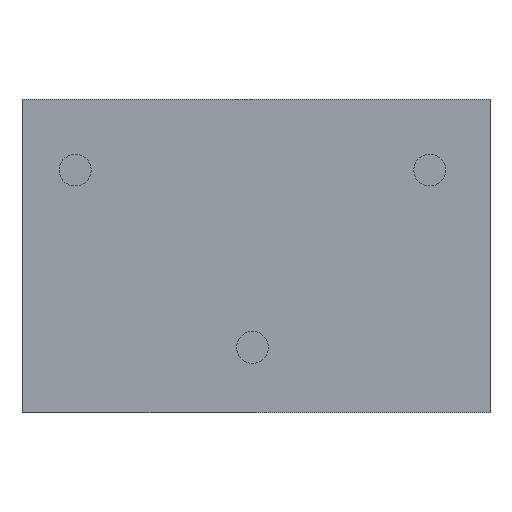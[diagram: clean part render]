
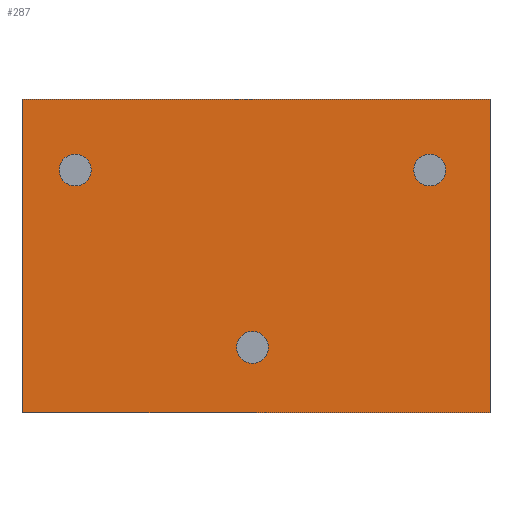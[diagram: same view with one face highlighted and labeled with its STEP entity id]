
A CAD part, front view. The second image highlights one B-rep face of the part: STEP entity #287.
In plain terms, the highlighted planar face has unit normal (0, -1, 0).
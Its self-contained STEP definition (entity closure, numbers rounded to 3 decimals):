
#84=CARTESIAN_POINT('',(2.54,0.0,-2.311));
#85=VERTEX_POINT('',#84);
#86=CARTESIAN_POINT('',(2.54,0.0,-2.54));
#87=DIRECTION('',(0.0,-1.0,0.0));
#88=DIRECTION('',(0.0,0.0,-1.0));
#89=AXIS2_PLACEMENT_3D('',#86,#87,#88);
#90=CIRCLE('',#89,0.229);
#91=EDGE_CURVE('',#85,#85,#90,.T.);
#112=CARTESIAN_POINT('',(5.08,0.0,0.229));
#113=VERTEX_POINT('',#112);
#114=CARTESIAN_POINT('',(5.08,0.0,0.0));
#115=DIRECTION('',(0.0,-1.0,0.0));
#116=DIRECTION('',(0.0,0.0,-1.0));
#117=AXIS2_PLACEMENT_3D('',#114,#115,#116);
#118=CIRCLE('',#117,0.229);
#119=EDGE_CURVE('',#113,#113,#118,.T.);
#140=CARTESIAN_POINT('',(0.0,0.0,0.229));
#141=VERTEX_POINT('',#140);
#142=CARTESIAN_POINT('',(0.0,0.0,0.0));
#143=DIRECTION('',(0.0,-1.0,0.0));
#144=DIRECTION('',(0.0,0.0,-1.0));
#145=AXIS2_PLACEMENT_3D('',#142,#143,#144);
#146=CIRCLE('',#145,0.229);
#147=EDGE_CURVE('',#141,#141,#146,.T.);
#239=CARTESIAN_POINT('',(-0.762,0.0,-3.48));
#240=DIRECTION('',(0.0,-1.0,0.0));
#241=DIRECTION('',(0.0,0.0,-1.0));
#242=AXIS2_PLACEMENT_3D('',#239,#240,#241);
#243=PLANE('',#242);
#244=CARTESIAN_POINT('',(-0.762,0.0,-3.48));
#245=VERTEX_POINT('',#244);
#246=CARTESIAN_POINT('',(-0.762,0.0,1.016));
#247=VERTEX_POINT('',#246);
#248=CARTESIAN_POINT('',(-0.762,0.0,-3.48));
#249=DIRECTION('',(0.0,0.0,1.0));
#250=VECTOR('',#249,4.496);
#251=LINE('',#248,#250);
#252=EDGE_CURVE('',#245,#247,#251,.T.);
#253=ORIENTED_EDGE('',*,*,#252,.F.);
#254=CARTESIAN_POINT('',(5.944,0.0,-3.48));
#255=VERTEX_POINT('',#254);
#256=CARTESIAN_POINT('',(5.944,0.0,-3.48));
#257=DIRECTION('',(-1.0,0.0,0.0));
#258=VECTOR('',#257,6.706);
#259=LINE('',#256,#258);
#260=EDGE_CURVE('',#255,#245,#259,.T.);
#261=ORIENTED_EDGE('',*,*,#260,.F.);
#262=CARTESIAN_POINT('',(5.944,0.0,1.016));
#263=VERTEX_POINT('',#262);
#264=CARTESIAN_POINT('',(5.944,0.0,1.016));
#265=DIRECTION('',(0.0,0.0,-1.0));
#266=VECTOR('',#265,4.496);
#267=LINE('',#264,#266);
#268=EDGE_CURVE('',#263,#255,#267,.T.);
#269=ORIENTED_EDGE('',*,*,#268,.F.);
#270=CARTESIAN_POINT('',(-0.762,0.0,1.016));
#271=DIRECTION('',(1.0,0.0,0.0));
#272=VECTOR('',#271,6.706);
#273=LINE('',#270,#272);
#274=EDGE_CURVE('',#247,#263,#273,.T.);
#275=ORIENTED_EDGE('',*,*,#274,.F.);
#276=EDGE_LOOP('',(#253,#261,#269,#275));
#277=FACE_OUTER_BOUND('',#276,.T.);
#278=ORIENTED_EDGE('',*,*,#119,.F.);
#279=EDGE_LOOP('',(#278));
#280=FACE_BOUND('',#279,.T.);
#281=ORIENTED_EDGE('',*,*,#147,.F.);
#282=EDGE_LOOP('',(#281));
#283=FACE_BOUND('',#282,.T.);
#284=ORIENTED_EDGE('',*,*,#91,.F.);
#285=EDGE_LOOP('',(#284));
#286=FACE_BOUND('',#285,.T.);
#287=ADVANCED_FACE('',(#277,#280,#283,#286),#243,.T.);
